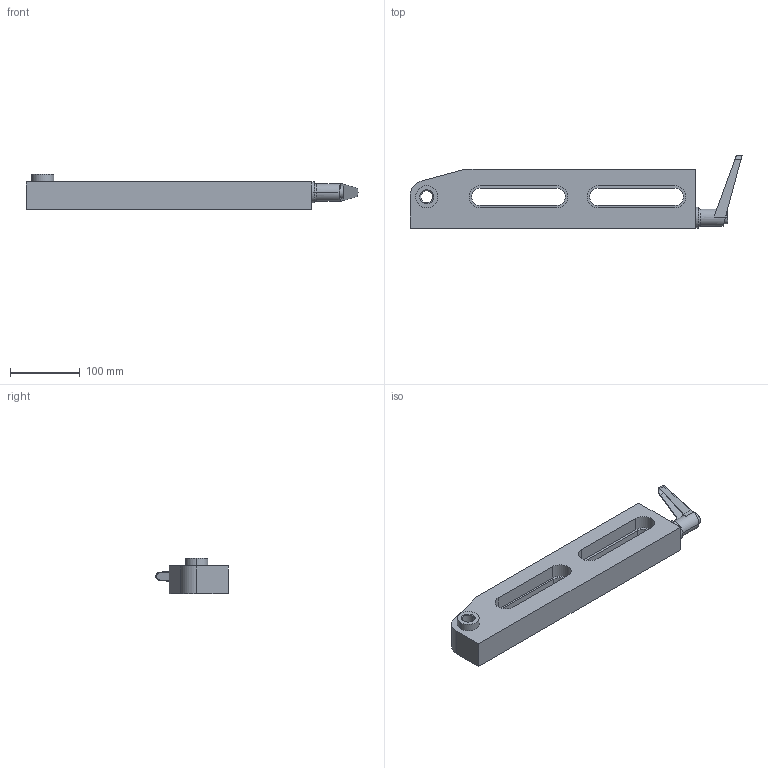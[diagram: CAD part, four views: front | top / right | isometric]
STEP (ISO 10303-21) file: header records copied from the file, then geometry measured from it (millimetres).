
FILE_DESCRIPTION(('STEP AP214'),'1');
FILE_NAME('HALDERN_EH_23220_0450.stp','2015-05-04T09:25:21',('TraceParts'),('TraceParts S.A.'),'Spatial InterOp 3D',' ',' ');
FILE_SCHEMA(('automotive_design'));
Length unit declared in the file: millimetre
Products named in the file (3): 1; 2; 3
Bounding box: 477.73 x 104 x 51 mm (x, y, z)
Volume: 1073115.4 mm3; surface area: 140458.3 mm2
Topology: 3 solids, 3 shells, 76 faces, 183 edges, 117 vertices
Faces by surface type: plane 40, cylinder 26, cone 8, torus 2
Entity records: 2576 total; most frequent: DIRECTION 396, CARTESIAN_POINT 391, ORIENTED_EDGE 358, EDGE_CURVE 179, AXIS2_PLACEMENT_3D 146, VERTEX_POINT 117, LINE 104, VECTOR 104
